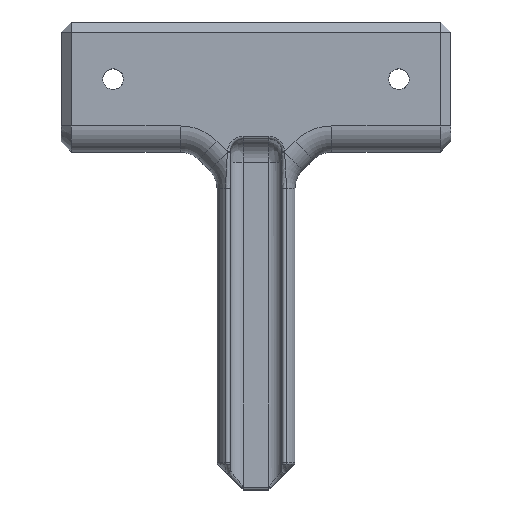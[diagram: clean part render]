
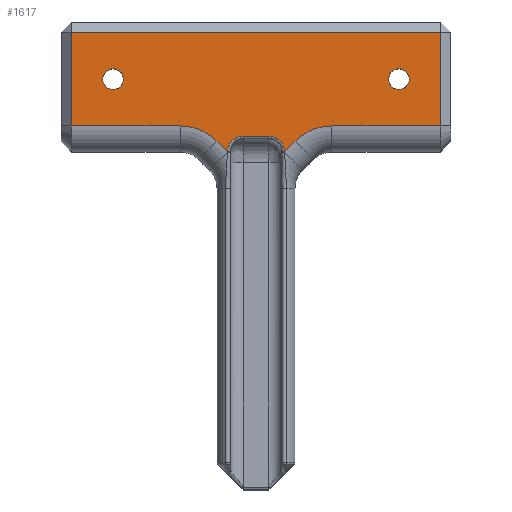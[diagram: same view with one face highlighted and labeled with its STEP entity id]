
A CAD part, top view. The second image highlights one B-rep face of the part: STEP entity #1617.
In plain terms, the highlighted planar face has unit normal (0, 0, 1).
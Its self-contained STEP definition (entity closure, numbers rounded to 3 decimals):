
#17=FACE_BOUND('',#510,.T.);
#18=FACE_BOUND('',#511,.T.);
#31=PLANE('',#1786);
#116=LINE('',#2857,#229);
#119=LINE('',#3021,#232);
#121=LINE('',#3027,#234);
#122=LINE('',#3031,#235);
#123=LINE('',#3033,#236);
#124=LINE('',#3035,#237);
#125=LINE('',#3037,#238);
#126=LINE('',#3039,#239);
#229=VECTOR('',#2071,10.);
#232=VECTOR('',#2106,10.);
#234=VECTOR('',#2112,10.);
#235=VECTOR('',#2115,10.);
#236=VECTOR('',#2116,10.);
#237=VECTOR('',#2117,10.);
#238=VECTOR('',#2118,10.);
#239=VECTOR('',#2119,10.);
#400=FACE_OUTER_BOUND('',#509,.T.);
#509=EDGE_LOOP('',(#1256,#1257,#1258,#1259,#1260,#1261,#1262,#1263,#1264,
#1265,#1266,#1267));
#510=EDGE_LOOP('',(#1268));
#511=EDGE_LOOP('',(#1269));
#644=CIRCLE('',#1764,3.);
#649=CIRCLE('',#1771,3.);
#658=CIRCLE('',#1787,10.);
#659=CIRCLE('',#1788,10.);
#660=CIRCLE('',#1789,2.);
#661=CIRCLE('',#1790,2.);
#755=VERTEX_POINT('',#2846);
#756=VERTEX_POINT('',#2848);
#759=VERTEX_POINT('',#2855);
#761=VERTEX_POINT('',#2861);
#768=VERTEX_POINT('',#3020);
#770=VERTEX_POINT('',#3026);
#771=VERTEX_POINT('',#3028);
#772=VERTEX_POINT('',#3030);
#773=VERTEX_POINT('',#3032);
#774=VERTEX_POINT('',#3034);
#775=VERTEX_POINT('',#3036);
#776=VERTEX_POINT('',#3038);
#777=VERTEX_POINT('',#3041);
#778=VERTEX_POINT('',#3043);
#922=EDGE_CURVE('',#755,#756,#644,.T.);
#926=EDGE_CURVE('',#759,#755,#116,.T.);
#929=EDGE_CURVE('',#761,#759,#649,.T.);
#946=EDGE_CURVE('',#756,#768,#119,.T.);
#949=EDGE_CURVE('',#770,#761,#121,.T.);
#950=EDGE_CURVE('',#771,#770,#658,.T.);
#951=EDGE_CURVE('',#772,#771,#122,.T.);
#952=EDGE_CURVE('',#773,#772,#123,.T.);
#953=EDGE_CURVE('',#774,#773,#124,.T.);
#954=EDGE_CURVE('',#775,#774,#125,.T.);
#955=EDGE_CURVE('',#776,#775,#126,.T.);
#956=EDGE_CURVE('',#768,#776,#659,.T.);
#957=EDGE_CURVE('',#777,#777,#660,.T.);
#958=EDGE_CURVE('',#778,#778,#661,.T.);
#1256=ORIENTED_EDGE('',*,*,#922,.F.);
#1257=ORIENTED_EDGE('',*,*,#926,.F.);
#1258=ORIENTED_EDGE('',*,*,#929,.F.);
#1259=ORIENTED_EDGE('',*,*,#949,.F.);
#1260=ORIENTED_EDGE('',*,*,#950,.F.);
#1261=ORIENTED_EDGE('',*,*,#951,.F.);
#1262=ORIENTED_EDGE('',*,*,#952,.F.);
#1263=ORIENTED_EDGE('',*,*,#953,.F.);
#1264=ORIENTED_EDGE('',*,*,#954,.F.);
#1265=ORIENTED_EDGE('',*,*,#955,.F.);
#1266=ORIENTED_EDGE('',*,*,#956,.F.);
#1267=ORIENTED_EDGE('',*,*,#946,.F.);
#1268=ORIENTED_EDGE('',*,*,#957,.T.);
#1269=ORIENTED_EDGE('',*,*,#958,.T.);
#1617=ADVANCED_FACE('',(#400,#17,#18),#31,.T.);
#1764=AXIS2_PLACEMENT_3D('',#2849,#2061,#2062);
#1771=AXIS2_PLACEMENT_3D('',#2863,#2077,#2078);
#1786=AXIS2_PLACEMENT_3D('',#3025,#2110,#2111);
#1787=AXIS2_PLACEMENT_3D('',#3029,#2113,#2114);
#1788=AXIS2_PLACEMENT_3D('',#3040,#2120,#2121);
#1789=AXIS2_PLACEMENT_3D('',#3042,#2122,#2123);
#1790=AXIS2_PLACEMENT_3D('',#3044,#2124,#2125);
#2061=DIRECTION('center_axis',(0.,0.,1.));
#2062=DIRECTION('ref_axis',(-0.707,0.707,0.));
#2071=DIRECTION('',(-1.,0.,0.));
#2077=DIRECTION('center_axis',(0.,0.,1.));
#2078=DIRECTION('ref_axis',(0.707,0.707,0.));
#2106=DIRECTION('',(-0.707,0.707,0.));
#2110=DIRECTION('center_axis',(0.,0.,1.));
#2111=DIRECTION('ref_axis',(1.,0.,0.));
#2112=DIRECTION('',(-0.707,-0.707,0.));
#2113=DIRECTION('center_axis',(0.,0.,1.));
#2114=DIRECTION('ref_axis',(-0.383,0.924,0.));
#2115=DIRECTION('',(-1.,0.,0.));
#2116=DIRECTION('',(0.,-1.,0.));
#2117=DIRECTION('',(1.,0.,0.));
#2118=DIRECTION('',(0.,1.,0.));
#2119=DIRECTION('',(-1.,0.,0.));
#2120=DIRECTION('center_axis',(0.,0.,1.));
#2121=DIRECTION('ref_axis',(0.383,0.924,0.));
#2122=DIRECTION('center_axis',(0.,0.,-1.));
#2123=DIRECTION('ref_axis',(-1.,0.,0.));
#2124=DIRECTION('center_axis',(0.,0.,-1.));
#2125=DIRECTION('ref_axis',(-1.,0.,0.));
#2846=CARTESIAN_POINT('',(-40.,3.,25.));
#2848=CARTESIAN_POINT('',(-42.999,0.07,25.));
#2849=CARTESIAN_POINT('Origin',(-40.,0.,25.));
#2855=CARTESIAN_POINT('',(-35.,3.,25.));
#2857=CARTESIAN_POINT('',(-40.,3.,25.));
#2861=CARTESIAN_POINT('',(-32.001,0.07,25.));
#2863=CARTESIAN_POINT('Origin',(-35.,0.,25.));
#3020=CARTESIAN_POINT('',(-45.,2.071,25.));
#3021=CARTESIAN_POINT('',(-45.214,2.286,25.));
#3025=CARTESIAN_POINT('Origin',(-37.5,12.5,25.));
#3026=CARTESIAN_POINT('',(-30.,2.071,25.));
#3027=CARTESIAN_POINT('',(-29.786,2.286,25.));
#3028=CARTESIAN_POINT('',(-22.929,5.,25.));
#3029=CARTESIAN_POINT('Origin',(-22.929,-5.,25.));
#3030=CARTESIAN_POINT('',(-2.,5.,25.));
#3031=CARTESIAN_POINT('',(-56.25,5.,25.));
#3032=CARTESIAN_POINT('',(-2.,23.,25.));
#3033=CARTESIAN_POINT('',(-2.,6.25,25.));
#3034=CARTESIAN_POINT('',(-73.,23.,25.));
#3035=CARTESIAN_POINT('',(-18.75,23.,25.));
#3036=CARTESIAN_POINT('',(-73.,5.,25.));
#3037=CARTESIAN_POINT('',(-73.,18.75,25.));
#3038=CARTESIAN_POINT('',(-52.071,5.,25.));
#3039=CARTESIAN_POINT('',(-56.25,5.,25.));
#3040=CARTESIAN_POINT('Origin',(-52.071,-5.,25.));
#3041=CARTESIAN_POINT('',(-63.,14.,25.));
#3042=CARTESIAN_POINT('Origin',(-65.,14.,25.));
#3043=CARTESIAN_POINT('',(-8.,14.,25.));
#3044=CARTESIAN_POINT('Origin',(-10.,14.,25.));
